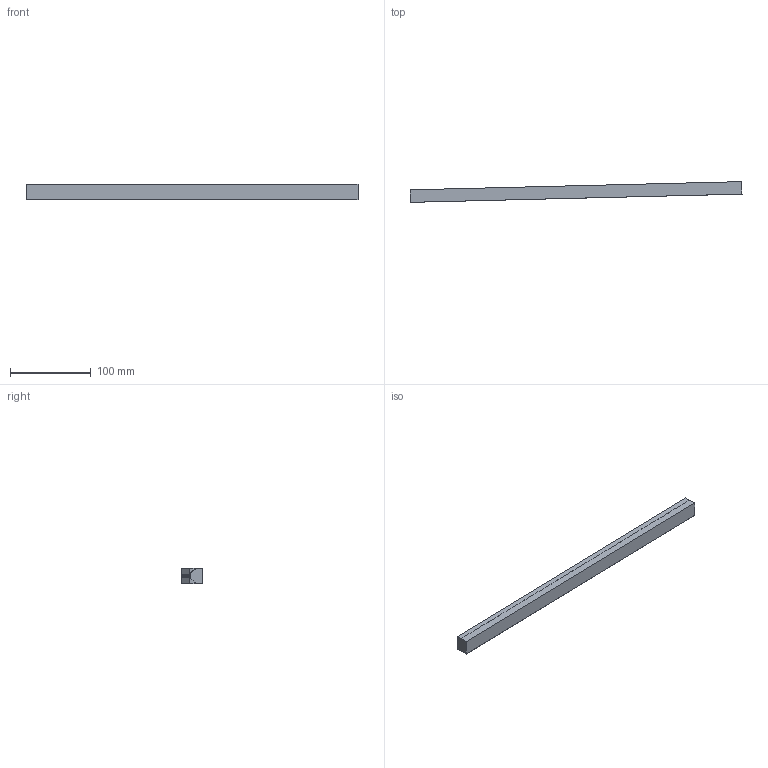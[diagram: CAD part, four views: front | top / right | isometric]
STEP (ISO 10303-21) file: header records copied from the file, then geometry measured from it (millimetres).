
FILE_DESCRIPTION(/* description */ ('Unknown'),/* implementation_level */ '2;1');
FILE_NAME(/* name */ '3851070_maxSized',/* time_stamp */ '2019-12-04T11:09:20+08:00',/* author */ ('Unknown'),/* organization */ ('Unknown'),/* preprocessor_version */ 'ST-DEVELOPER v16.7',/* originating_system */ 'DEX',/* authorisation */ $);
FILE_SCHEMA (('AUTOMOTIVE_DESIGN {1 0 10303 214 3 1 1}'));
Length unit declared in the file: millimetre
Products named in the file (3): 3851070_maxSized; maxSized; 3851070_409,79mm
Assembly tree (2 placements, depth 2):
  3851070_maxSized
    maxSized
    3851070_409,79mm
Bounding box: 410.85 x 25.62 x 18.9 mm (x, y, z)
Volume: 121572.7 mm3; surface area: 53232.9 mm2
Topology: 2 solids, 2 shells, 829 faces, 3077 edges, 2252 vertices
Faces by surface type: cylinder 431, plane 398
Full cylindrical faces by diameter (mm): 3.6 x43
Entity records: 35218 total; most frequent: CARTESIAN_POINT 10590, ORIENTED_EDGE 6068, DIRECTION 3926, EDGE_CURVE 3034, VERTEX_POINT 2252, LINE 1398, VECTOR 1398, AXIS2_PLACEMENT_3D 1264
